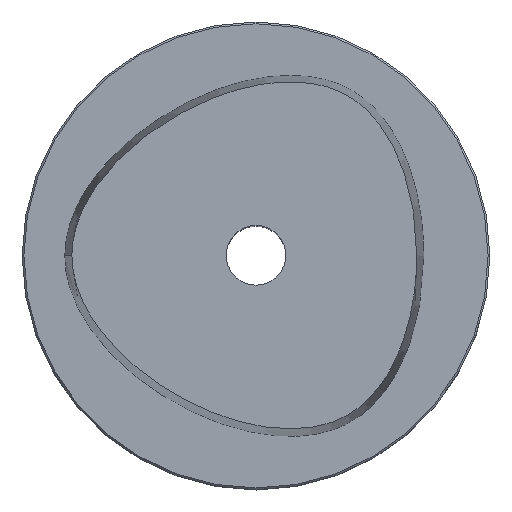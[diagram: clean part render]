
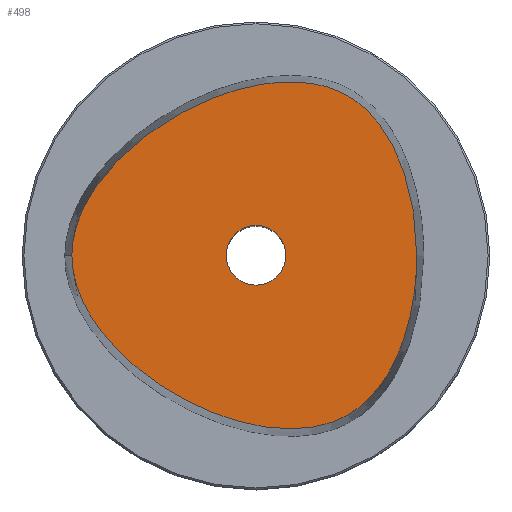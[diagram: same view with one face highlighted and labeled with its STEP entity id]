
A CAD part, top view. The second image highlights one B-rep face of the part: STEP entity #498.
In plain terms, the highlighted planar face has unit normal (0, 0, 1).
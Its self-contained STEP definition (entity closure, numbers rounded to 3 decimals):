
#6=CARTESIAN_POINT('',(-31.5,0.,48.));
#7=CARTESIAN_POINT('',(-31.5,-9.064,48.));
#8=CARTESIAN_POINT('',(-15.7,-27.193,48.));
#9=CARTESIAN_POINT('',(19.7,-34.121,48.));
#10=CARTESIAN_POINT('',(27.5,-11.374,48.));
#11=CARTESIAN_POINT('',(27.5,0.,48.));
#17=CARTESIAN_POINT('',(27.5,0.,48.));
#18=CARTESIAN_POINT('',(27.5,11.374,48.));
#19=CARTESIAN_POINT('',(19.7,34.121,48.));
#20=CARTESIAN_POINT('',(-15.7,27.193,48.));
#21=CARTESIAN_POINT('',(-31.5,9.064,48.));
#22=CARTESIAN_POINT('',(-31.5,0.,48.));
#27=CARTESIAN_POINT('',(0.,0.,48.));
#28=DIRECTION('',(0.,0.,-1.));
#29=DIRECTION('',(-1.,0.,0.));
#30=AXIS2_PLACEMENT_3D('',#27,#28,#29);
#35=CARTESIAN_POINT('',(0.,0.,48.));
#36=DIRECTION('',(0.,0.,-1.));
#37=DIRECTION('',(1.,0.,0.));
#38=AXIS2_PLACEMENT_3D('',#35,#36,#37);
#445=VERTEX_POINT('',#6);
#446=VERTEX_POINT('',#11);
#449=CARTESIAN_POINT('',(-5.1,0.,48.));
#450=CARTESIAN_POINT('',(5.1,0.,48.));
#451=VERTEX_POINT('',#449);
#452=VERTEX_POINT('',#450);
#481=CARTESIAN_POINT('',(0.,0.,48.));
#482=DIRECTION('',(0.,0.,-1.));
#483=DIRECTION('',(-1.,0.,0.));
#484=AXIS2_PLACEMENT_3D('',#481,#482,#483);
#485=PLANE('',#484);
#487=ORIENTED_EDGE('',*,*,#486,.F.);
#489=ORIENTED_EDGE('',*,*,#488,.F.);
#490=EDGE_LOOP('',(#487,#489));
#491=FACE_OUTER_BOUND('',#490,.F.);
#493=ORIENTED_EDGE('',*,*,#492,.F.);
#495=ORIENTED_EDGE('',*,*,#494,.F.);
#496=EDGE_LOOP('',(#493,#495));
#497=FACE_BOUND('',#496,.F.);
#12=B_SPLINE_CURVE_WITH_KNOTS('',3,(#6,#7,#8,#9,#10,#11),.UNSPECIFIED.,.F.,.F.,(
4,1,1,4),(0.,0.333,0.667,1.),.UNSPECIFIED.);
#23=B_SPLINE_CURVE_WITH_KNOTS('',3,(#17,#18,#19,#20,#21,#22),.UNSPECIFIED.,.F.,
.F.,(4,1,1,4),(0.,0.333,0.667,1.),.UNSPECIFIED.);
#31=CIRCLE('',#30,5.1);
#39=CIRCLE('',#38,5.1);
#486=EDGE_CURVE('',#445,#446,#12,.T.);
#488=EDGE_CURVE('',#446,#445,#23,.T.);
#492=EDGE_CURVE('',#451,#452,#31,.T.);
#494=EDGE_CURVE('',#452,#451,#39,.T.);
#498=ADVANCED_FACE('',(#491,#497),#485,.F.);
